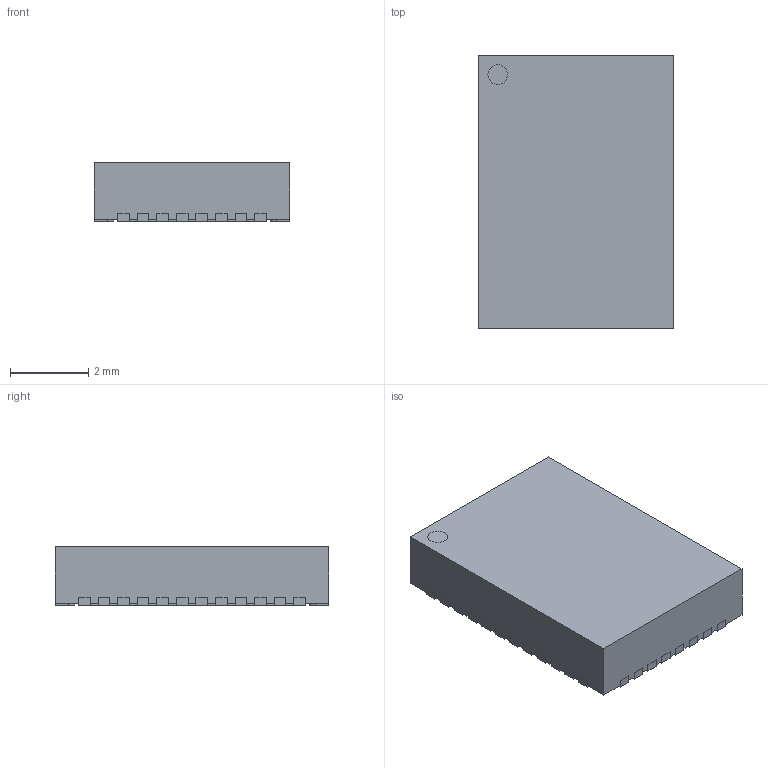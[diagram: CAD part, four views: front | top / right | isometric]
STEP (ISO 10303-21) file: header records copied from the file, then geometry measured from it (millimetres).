
FILE_DESCRIPTION(/* description */ (''),/* implementation_level */ '2;1');
FILE_NAME(/* name */ 'QFN50P500X700X150-41N-R340X540.stp',/* time_stamp */ '2017-03-14T15:31:26+01:00',/* author */ ('riccim'),/* organization */ (''),/* preprocessor_version */ 'ST-DEVELOPER v16.1',/* originating_system */ 'AutoCAD Mechanical',/* authorisation */ '');
FILE_SCHEMA (('AUTOMOTIVE_DESIGN { 1 0 10303 214 3 1 1 }'));
Length unit declared in the file: millimetre
Products named in the file (1): Product
Bounding box: 5 x 7 x 1.5 mm (x, y, z)
Volume: 51.9 mm3; surface area: 171.2 mm2
Topology: 43 solids, 43 shells, 417 faces, 990 edges, 660 vertices
Faces by surface type: plane 335, cylinder 82
Full cylindrical faces by diameter (mm): 0.5 x2
Entity records: 11922 total; most frequent: CARTESIAN_POINT 2066, DIRECTION 1988, ORIENTED_EDGE 1976, EDGE_CURVE 988, LINE 824, VECTOR 824, VERTEX_POINT 660, AXIS2_PLACEMENT_3D 582
